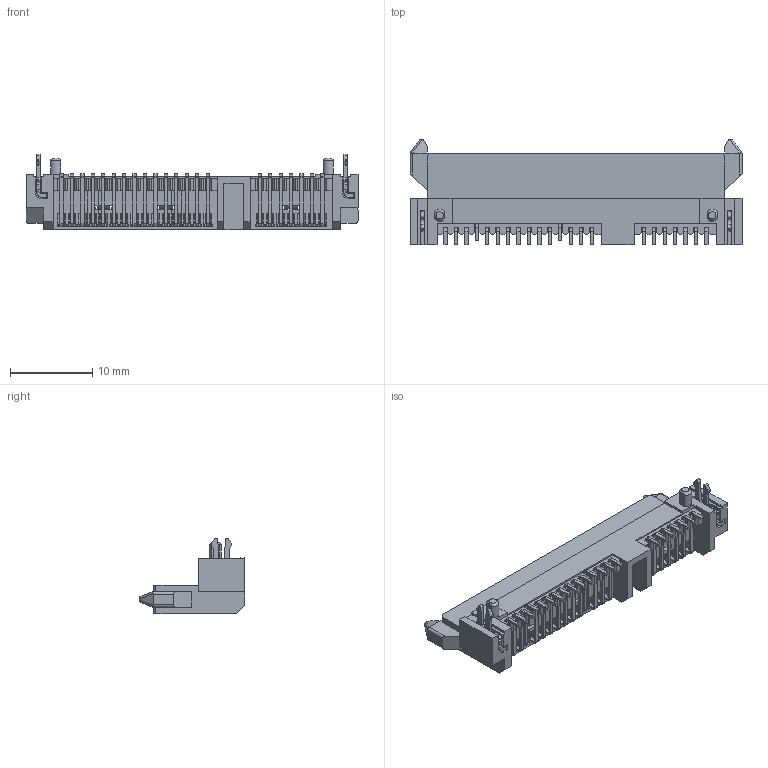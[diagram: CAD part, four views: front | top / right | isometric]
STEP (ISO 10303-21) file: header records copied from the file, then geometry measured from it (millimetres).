
FILE_DESCRIPTION(/* description */ (''),/* implementation_level */ '2;1');
FILE_NAME(/* name */ '5622-1200-ML-01',/* time_stamp */ '2006-09-22T14:22:43-05:00',/* author */ (''),/* organization */ (''),/* preprocessor_version */ 'ST-DEVELOPER v9',/* originating_system */ 'UGS - NX 3.0',/* authorisation */ '');
FILE_SCHEMA (('CONFIG_CONTROL_DESIGN'));
Products named in the file (1): a0p7C1B2zvnz
Bounding box: 40.43 x 12.88 x 9.21 mm (x, y, z)
Volume: 1172.1 mm3; surface area: 3485.5 mm2
Topology: 25 solids, 25 shells, 2012 faces, 6268 edges, 4280 vertices
Faces by surface type: plane 1505, cylinder 499, cone 8
Entity records: 70222 total; most frequent: CARTESIAN_POINT 12705, ORIENTED_EDGE 12536, DIRECTION 11660, EDGE_CURVE 6268, LINE 4862, VECTOR 4862, VERTEX_POINT 4280, AXIS2_PLACEMENT_3D 3399
